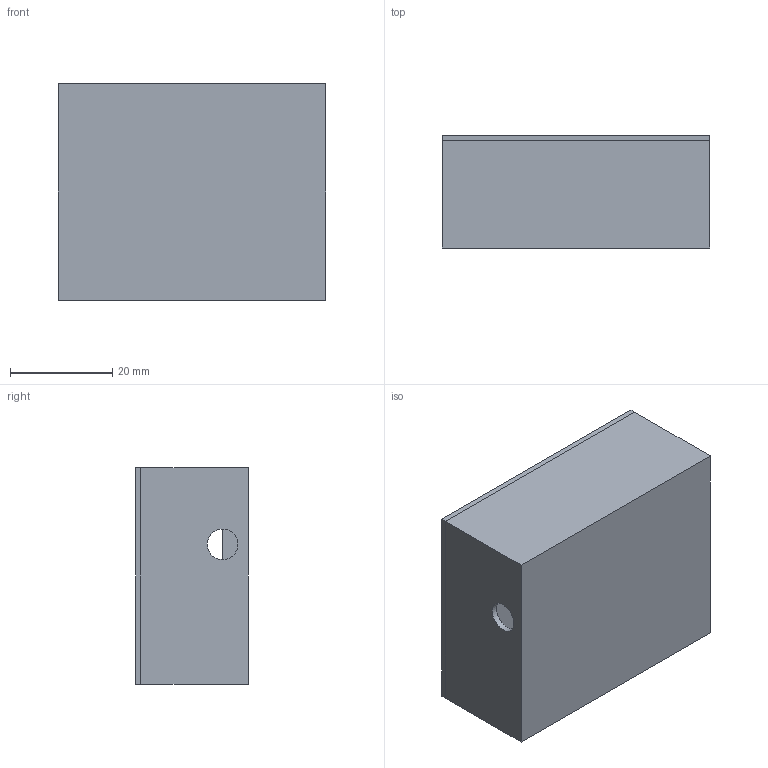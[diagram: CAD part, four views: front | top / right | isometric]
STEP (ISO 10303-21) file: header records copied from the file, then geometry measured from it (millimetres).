
FILE_DESCRIPTION(/* description */ (''),/* implementation_level */ '2;1');
FILE_NAME(/* name */ 'klingelGehuse v1.step',/* time_stamp */ '2025-05-06T19:06:04+02:00',/* author */ (''),/* organization */ (''),/* preprocessor_version */ 'ST-DEVELOPER v20.1',/* originating_system */ 'Autodesk Translation Framework v14.4.0.0',/* authorisation */ '');
FILE_SCHEMA (('AUTOMOTIVE_DESIGN { 1 0 10303 214 3 1 1 }'));
Length unit declared in the file: millimetre
Products named in the file (1): klingelGehäuse
Bounding box: 52.4 x 22 x 42.4 mm (x, y, z)
Volume: 9009.3 mm3; surface area: 16856.9 mm2
Topology: 2 solids, 2 shells, 36 faces, 83 edges, 54 vertices
Faces by surface type: plane 31, cylinder 5
Full cylindrical faces by diameter (mm): 6 x1
Entity records: 1041 total; most frequent: CARTESIAN_POINT 174, ORIENTED_EDGE 166, DIRECTION 163, EDGE_CURVE 83, LINE 77, VECTOR 77, VERTEX_POINT 54, EDGE_LOOP 43
